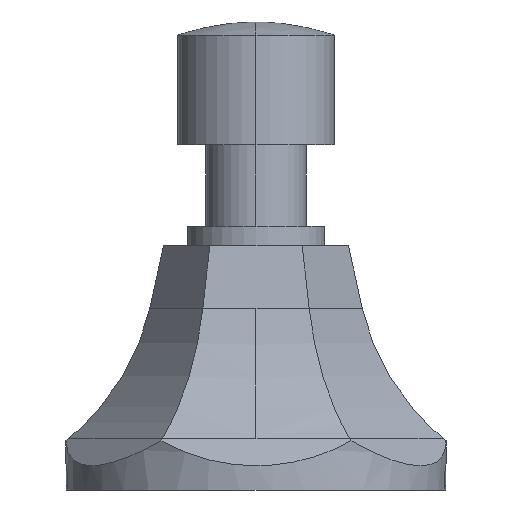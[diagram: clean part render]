
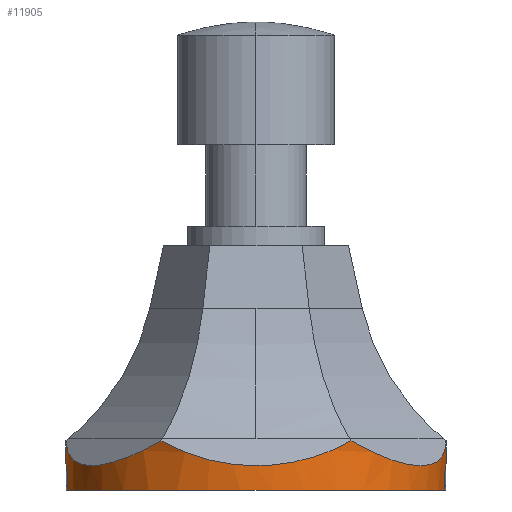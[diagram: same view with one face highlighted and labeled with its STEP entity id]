
A CAD part, left-side view. The second image highlights one B-rep face of the part: STEP entity #11905.
In plain terms, the highlighted cylindrical face has radius 30.163 mm (diameter 60.325 mm), a partial arc.
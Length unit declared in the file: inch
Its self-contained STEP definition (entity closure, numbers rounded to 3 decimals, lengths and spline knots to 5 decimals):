
#11178=CARTESIAN_POINT('',(-4.32241,0.59375,-2.19325));
#11179=CARTESIAN_POINT('',(-4.35097,0.54427,
-2.22111));
#11180=CARTESIAN_POINT('',(-4.39869,0.44531,-2.26763));
#11181=CARTESIAN_POINT('',(-4.44718,0.29688,-2.31492));
#11182=CARTESIAN_POINT('',(-4.47534,0.14844,-2.34237));
#11183=CARTESIAN_POINT('',(-4.48458,0.,-2.35138));
#11184=CARTESIAN_POINT('',(-4.47534,-0.14844,-2.34237));
#11185=CARTESIAN_POINT('',(-4.44718,-0.29688,-2.31492));
#11186=CARTESIAN_POINT('',(-4.39869,-0.44531,-2.26763));
#11187=CARTESIAN_POINT('',(-4.35097,-0.54427,
-2.22111));
#11188=CARTESIAN_POINT('',(-4.32241,-0.59375,-2.19325));
#11229=CARTESIAN_POINT('',(-4.32241,-0.59375,-2.19325));
#11230=CARTESIAN_POINT('',(-4.29384,-0.64323,
-2.22111));
#11231=CARTESIAN_POINT('',(-4.232,-0.73403,
-2.26763));
#11232=CARTESIAN_POINT('',(-4.12769,-0.85025,
-2.31492));
#11233=CARTESIAN_POINT('',(-4.01322,-0.94885,
-2.34237));
#11234=CARTESIAN_POINT('',(-3.88929,-1.03107,
-2.35138));
#11235=CARTESIAN_POINT('',(-3.75612,-1.09729,
-2.34237));
#11236=CARTESIAN_POINT('',(-3.61349,-1.14712,
-2.31492));
#11237=CARTESIAN_POINT('',(-3.46069,-1.17935,
-2.26763));
#11238=CARTESIAN_POINT('',(-3.35113,-1.1875,-2.22111));
#11239=CARTESIAN_POINT('',(-3.294,-1.1875,-2.19325));
#11368=CARTESIAN_POINT('',(-3.294,1.1875,-2.19325));
#11401=CARTESIAN_POINT('',(-3.294,1.1875,-2.19325));
#11402=CARTESIAN_POINT('',(-3.35113,1.1875,-2.22111));
#11403=CARTESIAN_POINT('',(-3.46069,1.17935,
-2.26763));
#11404=CARTESIAN_POINT('',(-3.61349,1.14712,
-2.31492));
#11405=CARTESIAN_POINT('',(-3.75612,1.09729,
-2.34237));
#11406=CARTESIAN_POINT('',(-3.88929,1.03107,
-2.35138));
#11407=CARTESIAN_POINT('',(-4.01322,0.94885,
-2.34237));
#11408=CARTESIAN_POINT('',(-4.12769,0.85025,
-2.31492));
#11409=CARTESIAN_POINT('',(-4.232,0.73403,
-2.26763));
#11410=CARTESIAN_POINT('',(-4.29384,0.64323,
-2.22111));
#11411=CARTESIAN_POINT('',(-4.32241,0.59375,-2.19325));
#11441=DIRECTION('',(0.,0.,-1.));
#11442=VECTOR('',#11441,0.13967);
#11443=CARTESIAN_POINT('',(-3.294,1.1875,-2.19325));
#11444=LINE('',#11443,#11442);
#11450=CARTESIAN_POINT('',(-3.294,0.,-2.5));
#11451=DIRECTION('',(0.,0.,-1.));
#11452=DIRECTION('',(-0.11,-0.994,0.));
#11453=AXIS2_PLACEMENT_3D('',#11450,#11451,#11452);
#11455=DIRECTION('',(0.,0.,1.));
#11456=VECTOR('',#11455,0.10946);
#11457=CARTESIAN_POINT('',(-3.42468,1.18029,-2.5));
#11458=LINE('',#11457,#11456);
#11459=CARTESIAN_POINT('',(-3.294,1.1875,-2.33292));
#11460=CARTESIAN_POINT('',(-3.3163,1.1875,-2.34378));
#11461=CARTESIAN_POINT('',(-3.36043,1.18624,
-2.36425));
#11462=CARTESIAN_POINT('',(-3.40347,1.18264,
-2.3822));
#11463=CARTESIAN_POINT('',(-3.42468,1.18029,
-2.39054));
#11465=DIRECTION('',(0.,0.,-1.));
#11466=VECTOR('',#11465,0.13967);
#11467=CARTESIAN_POINT('',(-3.294,-1.1875,-2.19325));
#11468=LINE('',#11467,#11466);
#11469=CARTESIAN_POINT('',(-3.42468,-1.18029,
-2.39054));
#11470=CARTESIAN_POINT('',(-3.40347,-1.18264,
-2.3822));
#11471=CARTESIAN_POINT('',(-3.36043,-1.18624,
-2.36425));
#11472=CARTESIAN_POINT('',(-3.3163,-1.1875,-2.34378));
#11473=CARTESIAN_POINT('',(-3.294,-1.1875,-2.33292));
#11475=DIRECTION('',(0.,0.,1.));
#11476=VECTOR('',#11475,0.10946);
#11477=CARTESIAN_POINT('',(-3.42468,-1.18029,-2.5));
#11478=LINE('',#11477,#11476);
#11541=VERTEX_POINT('',#11178);
#11542=VERTEX_POINT('',#11188);
#11543=VERTEX_POINT('',#11239);
#11546=VERTEX_POINT('',#11368);
#11547=VERTEX_POINT('',#11469);
#11548=VERTEX_POINT('',#11473);
#11549=CARTESIAN_POINT('',(-3.42468,-1.18029,-2.5));
#11550=VERTEX_POINT('',#11549);
#11551=VERTEX_POINT('',#11459);
#11552=VERTEX_POINT('',#11463);
#11553=CARTESIAN_POINT('',(-3.42468,1.18029,-2.5));
#11554=VERTEX_POINT('',#11553);
#11888=CARTESIAN_POINT('',(-3.294,0.,-0.973));
#11889=DIRECTION('',(0.,0.,1.));
#11890=DIRECTION('',(0.,1.,0.));
#11891=AXIS2_PLACEMENT_3D('',#11888,#11889,#11890);
#11892=CYLINDRICAL_SURFACE('',#11891,1.1875);
#11893=ORIENTED_EDGE('',*,*,#11618,.T.);
#11894=ORIENTED_EDGE('',*,*,#11873,.T.);
#11895=ORIENTED_EDGE('',*,*,#11871,.F.);
#11896=ORIENTED_EDGE('',*,*,#11869,.F.);
#11897=ORIENTED_EDGE('',*,*,#11844,.T.);
#11898=ORIENTED_EDGE('',*,*,#11601,.T.);
#11899=ORIENTED_EDGE('',*,*,#11677,.T.);
#11900=ORIENTED_EDGE('',*,*,#11880,.T.);
#11901=ORIENTED_EDGE('',*,*,#11878,.F.);
#11902=ORIENTED_EDGE('',*,*,#11876,.F.);
#11903=EDGE_LOOP('',(#11893,#11894,#11895,#11896,#11897,#11898,#11899,#11900,
#11901,#11902));
#11904=FACE_OUTER_BOUND('',#11903,.F.);
#11905=ADVANCED_FACE('',(#11904),#11892,.T.);
#11189=B_SPLINE_CURVE_WITH_KNOTS('',3,(#11178,#11179,#11180,#11181,#11182,
#11183,#11184,#11185,#11186,#11187,#11188),.UNSPECIFIED.,.F.,.F.,(4,1,1,1,1,1,1,
1,4),(0.,0.125,0.25,0.375,0.5,0.625,0.75,0.875,1.),
.UNSPECIFIED.);
#11240=B_SPLINE_CURVE_WITH_KNOTS('',3,(#11229,#11230,#11231,#11232,#11233,
#11234,#11235,#11236,#11237,#11238,#11239),.UNSPECIFIED.,.F.,.F.,(4,1,1,1,1,1,1,
1,4),(0.,0.125,0.25,0.375,0.5,0.625,0.75,0.875,1.),
.UNSPECIFIED.);
#11412=B_SPLINE_CURVE_WITH_KNOTS('',3,(#11401,#11402,#11403,#11404,#11405,
#11406,#11407,#11408,#11409,#11410,#11411),.UNSPECIFIED.,.F.,.F.,(4,1,1,1,1,1,1,
1,4),(0.,0.125,0.25,0.375,0.5,0.625,0.75,0.875,1.),
.UNSPECIFIED.);
#11454=CIRCLE('',#11453,1.1875);
#11464=B_SPLINE_CURVE_WITH_KNOTS('',3,(#11459,#11460,#11461,#11462,#11463),
.UNSPECIFIED.,.F.,.F.,(4,1,4),(0.,0.5,1.),.UNSPECIFIED.);
#11474=B_SPLINE_CURVE_WITH_KNOTS('',3,(#11469,#11470,#11471,#11472,#11473),
.UNSPECIFIED.,.F.,.F.,(4,1,4),(0.,0.5,1.),.UNSPECIFIED.);
#11601=EDGE_CURVE('',#11541,#11542,#11189,.T.);
#11618=EDGE_CURVE('',#11550,#11554,#11454,.T.);
#11677=EDGE_CURVE('',#11542,#11543,#11240,.T.);
#11844=EDGE_CURVE('',#11546,#11541,#11412,.T.);
#11869=EDGE_CURVE('',#11546,#11551,#11444,.T.);
#11871=EDGE_CURVE('',#11551,#11552,#11464,.T.);
#11873=EDGE_CURVE('',#11554,#11552,#11458,.T.);
#11876=EDGE_CURVE('',#11550,#11547,#11478,.T.);
#11878=EDGE_CURVE('',#11547,#11548,#11474,.T.);
#11880=EDGE_CURVE('',#11543,#11548,#11468,.T.);
